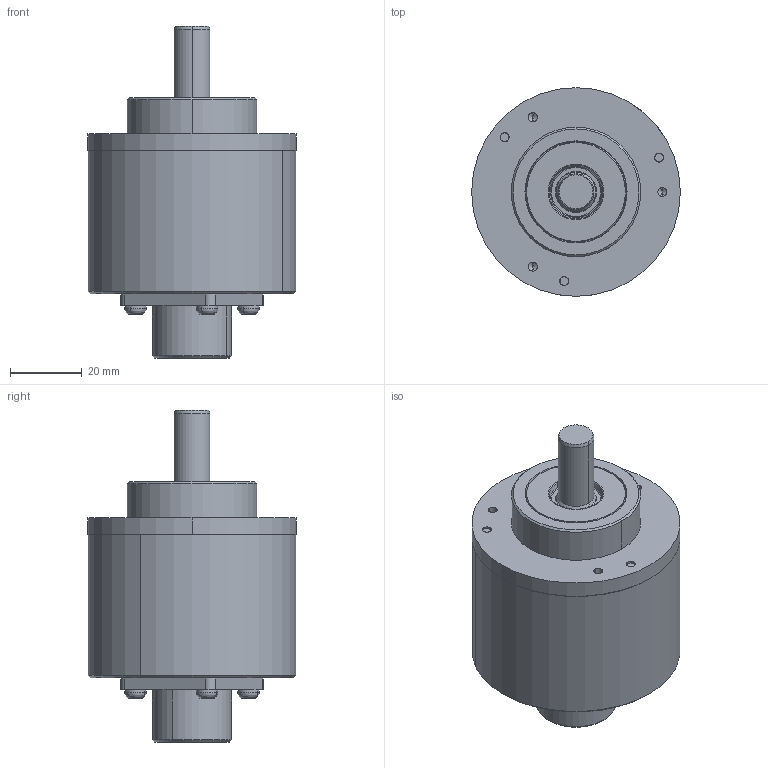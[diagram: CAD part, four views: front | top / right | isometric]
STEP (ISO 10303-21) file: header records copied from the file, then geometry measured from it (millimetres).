
FILE_DESCRIPTION((''),'2;1');
FILE_NAME('599149','2010-11-10T',('se2802'),(''),'PRO/ENGINEER BY PARAMETRIC TECHNOLOGY CORPORATION, 2010180','PRO/ENGINEER BY PARAMETRIC TECHNOLOGY CORPORATION, 2010180','');
FILE_SCHEMA(('CONFIG_CONTROL_DESIGN'));
Length unit declared in the file: millimetre
Products named in the file (1): 599149
Bounding box: 58 x 58 x 92.3 mm (x, y, z)
Volume: 132044.2 mm3; surface area: 20201.6 mm2
Topology: 1 solids, 2 shells, 1047 faces, 2822 edges, 1861 vertices
Faces by surface type: plane 437, extrusion 324, cylinder 222, cone 28, torus 22, bspline 8, sphere 6
Entity records: 37127 total; most frequent: CARTESIAN_POINT 11845, ORIENTED_EDGE 5632, DIRECTION 4382, EDGE_CURVE 2816, VERTEX_POINT 1861, VECTOR 1704, LINE 1380, AXIS2_PLACEMENT_3D 1339
